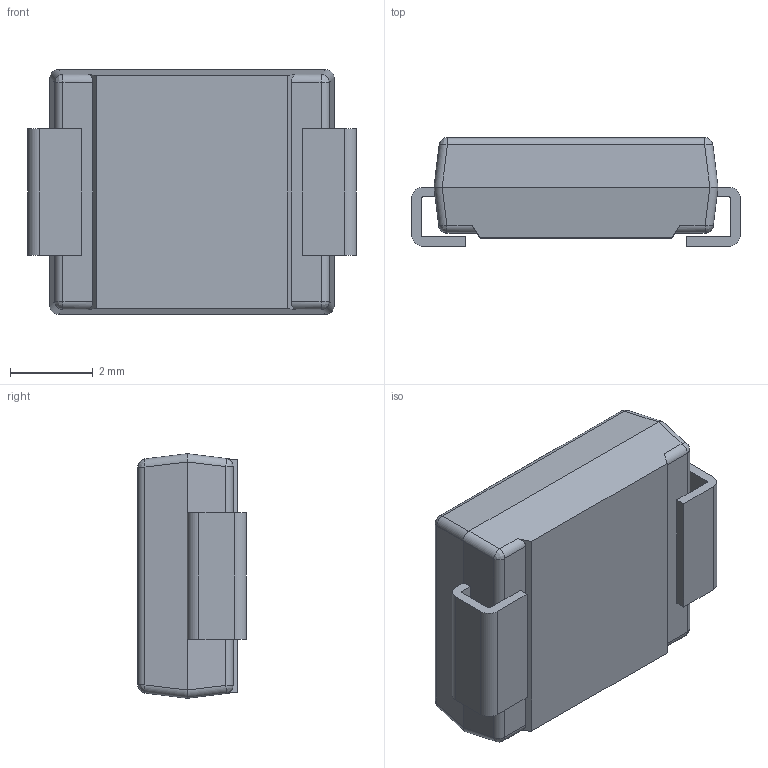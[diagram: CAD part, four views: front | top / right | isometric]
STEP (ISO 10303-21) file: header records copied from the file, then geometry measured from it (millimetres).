
FILE_DESCRIPTION (( 'STEP AP214' ), '1' );
FILE_NAME ('1.5SMC100C.STEP', '2022-02-02T22:15:25', ( '' ), ( '' ), 'SwSTEP 2.0', 'SolidWorks 2017', '' );
FILE_SCHEMA (( 'AUTOMOTIVE_DESIGN' ));
Length unit declared in the file: millimetre
Products named in the file (1): 1.5SMC100C
Bounding box: 7.94 x 2.62 x 5.91 mm (x, y, z)
Volume: 95.6 mm3; surface area: 168.1 mm2
Topology: 3 solids, 3 shells, 68 faces, 154 edges, 92 vertices
Faces by surface type: plane 34, cylinder 26, bspline 8
Entity records: 2002 total; most frequent: CARTESIAN_POINT 459, ORIENTED_EDGE 308, DIRECTION 308, EDGE_CURVE 154, VECTOR 106, LINE 106, AXIS2_PLACEMENT_3D 101, VERTEX_POINT 92
